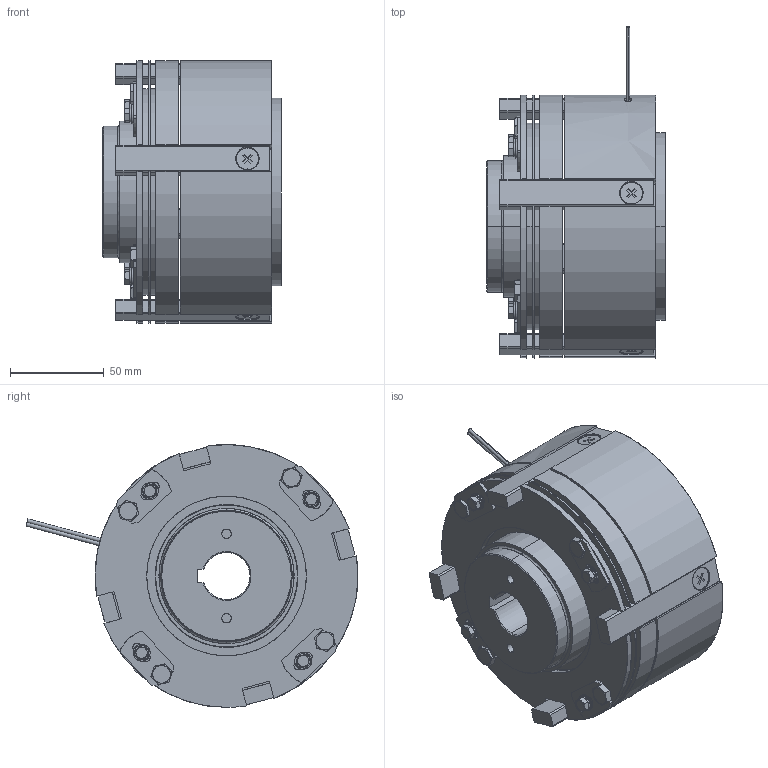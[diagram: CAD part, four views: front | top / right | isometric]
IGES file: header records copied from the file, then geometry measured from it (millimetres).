
Start section: SolidWorks IGES file using analytic representation for surfaces
Global section: file name: YPP616659.IGS; native system: SolidWorks 2016; preprocessor: SolidWorks 2016; author: z03766; date: 201224.152654; units: millimetre
Bounding box: 95 x 176.76 x 139.99 mm (x, y, z)
Surface area: 201855.3 mm2 (no closed solid volume)
Topology: 0 solids, 0 shells, 535 faces, 7459 edges, 7435 vertices
Faces by surface type: bspline 329, revolution 206
